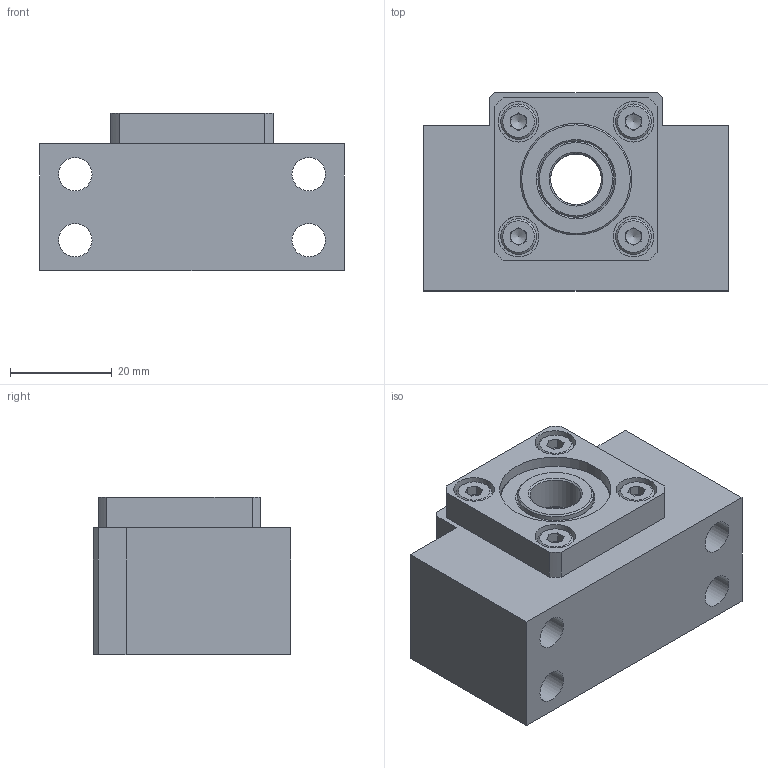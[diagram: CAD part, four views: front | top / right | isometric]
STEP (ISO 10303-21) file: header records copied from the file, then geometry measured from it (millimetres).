
FILE_DESCRIPTION (( 'STEP AP203' ), '1' );
FILE_NAME ('BK 10DS.STEP', '2014-11-14T08:00:33', ( 'john' ), ( '' ), 'SwSTEP 2.0', 'SolidWorks 2013', '' );
FILE_SCHEMA (( 'CONFIG_CONTROL_DESIGN' ));
Length unit declared in the file: millimetre
Products named in the file (7): BK 10DS COVER; BK 10DS COLLAR; socket head cap screw_am_B18.3.1M - 4 x 0.7 x 6 Hex SHCS -- 6NHX; BK 10DS BLOCK; BK 10DS OILSEAL; BK 10DS; 7000A
Assembly tree (12 placements, depth 2):
  BK 10DS
    BK 10DS BLOCK
    7000A  x2
    BK 10DS COLLAR  x2
    BK 10DS OILSEAL  x2
    BK 10DS COVER
    socket head cap screw_am_B18.3.1M - 4 x 0.7 x 6 Hex SHCS -- 6NHX  x4
Bounding box: 60 x 39 x 31 mm (x, y, z)
Volume: 47846.2 mm3; surface area: 25790.4 mm2
Topology: 14 solids, 14 shells, 250 faces, 543 edges, 361 vertices
Faces by surface type: plane 104, cylinder 56, bspline 52, cone 32, torus 6
Full cylindrical faces by diameter (mm): 3.3 x4, 4 x4, 4.5 x4, 6.6 x4, 7 x4, 8 x4, 10 x4, 11 x4, 14.8 x4, 15 x4, 21.2 x4, 22 x4, 26 x4
Entity records: 6292 total; most frequent: CARTESIAN_POINT 2771, DIRECTION 522, ORIENTED_EDGE 458, EDGE_LOOP 240, EDGE_CURVE 229, AXIS2_PLACEMENT_3D 226, VERTEX_POINT 187, FACE_OUTER_BOUND 156
